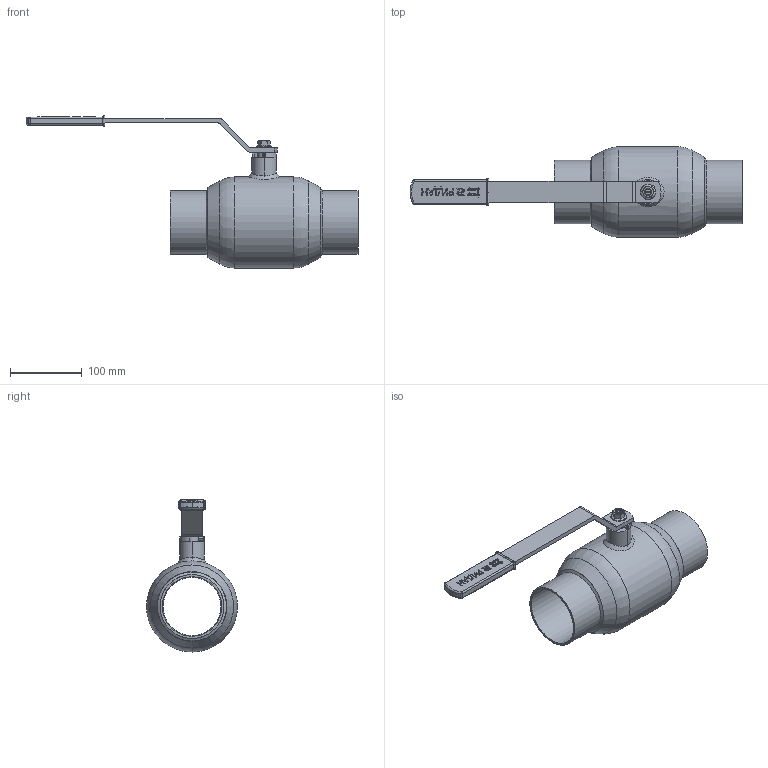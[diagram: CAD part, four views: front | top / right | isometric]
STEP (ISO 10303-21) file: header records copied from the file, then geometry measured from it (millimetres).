
FILE_DESCRIPTION(('TFLEX Exchange Step'),'2;1');
FILE_NAME('065N9607 - Кран шаровой Basic DN80.stp', '2023-08-30T11:43:39+03:00',('RUCO3277'),('Unknown organisation'),'TFLEX Exchange 2022.1','T-FLEX CAD','Unknown authorisation');
FILE_SCHEMA( ('AUTOMOTIVE_DESIGN { 1 0 10303 214 1 1 1 1 }') );
Length unit declared in the file: millimetre
Products named in the file (10): 50050022 - Штифт; <Другие гайки>Гайка ГОСТ Р ИСО 4161-2013; 24080432 - Патрубок; 24050428R - Грипса; 24100433 - Рукоятка; 24100530 - Рукоятка СБ; 24100427 - Шток; 24100406 - Корпус штока; 24080409 - Корпус (гнутый); 065N9607 - Кран шаровой Basic DN80
Assembly tree (9 placements, depth 3):
  065N9607 - Кран шаровой Basic DN80
    50050022 - Штифт
    <Другие гайки>Гайка ГОСТ Р ИСО 4161-2013
    24080432 - Патрубок
    24100530 - Рукоятка СБ
      24050428R - Грипса
      24100433 - Рукоятка
    24100427 - Шток
    24100406 - Корпус штока
    24080409 - Корпус (гнутый)
Bounding box: 462.92 x 127 x 212.05 mm (x, y, z)
Volume: 504296.8 mm3; surface area: 294933.6 mm2
Topology: 15 solids, 15 shells, 490 faces, 1225 edges, 788 vertices
Faces by surface type: plane 292, bspline 67, cylinder 65, torus 39, cone 19, sphere 4, extrusion 4
Full cylindrical faces by diameter (mm): 5 x1, 8.376 x1, 10 x1, 16.5 x2, 18 x1, 18.1 x1, 20 x4, 22 x1, 34.8 x1, 81 x2, 83 x2, 84 x2, 87 x2, 89 x2, 119 x1, 127 x1
Entity records: 16920 total; most frequent: CARTESIAN_POINT 5260, ORIENTED_EDGE 2424, DIRECTION 2202, EDGE_CURVE 1212, VECTOR 798, LINE 794, VERTEX_POINT 788, AXIS2_PLACEMENT_3D 702
